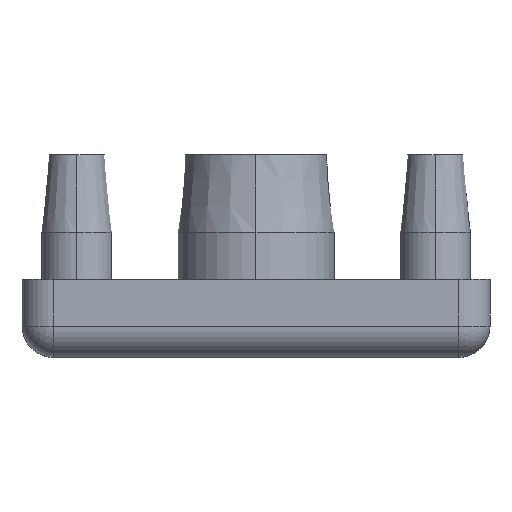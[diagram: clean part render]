
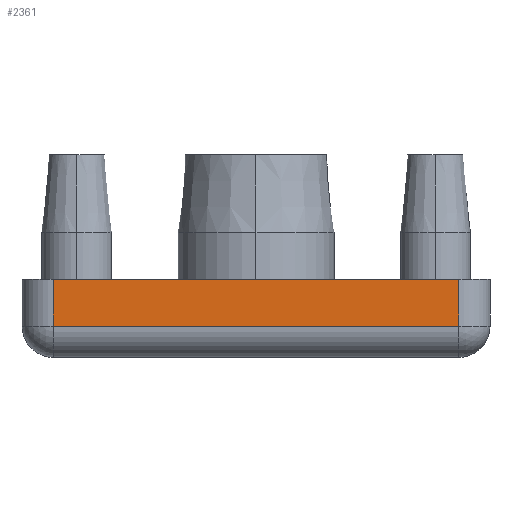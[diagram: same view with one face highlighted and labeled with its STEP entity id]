
A CAD part, left-side view. The second image highlights one B-rep face of the part: STEP entity #2361.
In plain terms, the highlighted planar face has unit normal (-1, 0, 0).
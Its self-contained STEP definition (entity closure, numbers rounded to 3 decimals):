
#26 = EDGE_CURVE ( 'NONE', #1830, #1852, #199, .T. ) ;
#36 = DIRECTION ( 'NONE',  ( 0., 0., 1. ) ) ;
#199 = LINE ( 'NONE', #2595, #1159 ) ;
#220 = VECTOR ( 'NONE', #2826, 1000. ) ;
#231 = VERTEX_POINT ( 'NONE', #1637 ) ;
#259 = CARTESIAN_POINT ( 'NONE',  ( -69.594, 34.17, 5. ) ) ;
#459 = DIRECTION ( 'NONE',  ( 0., 0., -1. ) ) ;
#645 = AXIS2_PLACEMENT_3D ( 'NONE', #924, #764, #36 ) ;
#764 = DIRECTION ( 'NONE',  ( -1., 0., 0. ) ) ;
#765 = ORIENTED_EDGE ( 'NONE', *, *, #1874, .T. ) ;
#865 = ORIENTED_EDGE ( 'NONE', *, *, #2082, .T. ) ;
#924 = CARTESIAN_POINT ( 'NONE',  ( -69.594, 36.17, 0. ) ) ;
#1011 = EDGE_LOOP ( 'NONE', ( #865, #765, #2167, #2043 ) ) ;
#1044 = LINE ( 'NONE', #2783, #220 ) ;
#1055 = CARTESIAN_POINT ( 'NONE',  ( -69.594, 6.17, 2. ) ) ;
#1159 = VECTOR ( 'NONE', #459, 1000. ) ;
#1200 = FACE_OUTER_BOUND ( 'NONE', #1011, .T. ) ;
#1326 = CARTESIAN_POINT ( 'NONE',  ( -69.594, 34.17, 2. ) ) ;
#1590 = EDGE_CURVE ( 'NONE', #1830, #231, #1044, .T. ) ;
#1637 = CARTESIAN_POINT ( 'NONE',  ( -69.594, 8.17, 5. ) ) ;
#1642 = CARTESIAN_POINT ( 'NONE',  ( -69.594, 8.17, 0. ) ) ;
#1748 = VECTOR ( 'NONE', #2054, 1000. ) ;
#1773 = VERTEX_POINT ( 'NONE', #2213 ) ;
#1830 = VERTEX_POINT ( 'NONE', #259 ) ;
#1852 = VERTEX_POINT ( 'NONE', #1326 ) ;
#1874 = EDGE_CURVE ( 'NONE', #1773, #231, #2468, .T. ) ;
#2043 = ORIENTED_EDGE ( 'NONE', *, *, #26, .T. ) ;
#2054 = DIRECTION ( 'NONE',  ( 0., 0., 1. ) ) ;
#2076 = PLANE ( 'NONE',  #645 ) ;
#2082 = EDGE_CURVE ( 'NONE', #1852, #1773, #2822, .T. ) ;
#2167 = ORIENTED_EDGE ( 'NONE', *, *, #1590, .F. ) ;
#2213 = CARTESIAN_POINT ( 'NONE',  ( -69.594, 8.17, 2. ) ) ;
#2335 = DIRECTION ( 'NONE',  ( 0., -1., 0. ) ) ;
#2361 = ADVANCED_FACE ( 'NONE', ( #1200 ), #2076, .T. ) ;
#2468 = LINE ( 'NONE', #1642, #1748 ) ;
#2595 = CARTESIAN_POINT ( 'NONE',  ( -69.594, 34.17, 0. ) ) ;
#2614 = VECTOR ( 'NONE', #2335, 1000. ) ;
#2783 = CARTESIAN_POINT ( 'NONE',  ( -69.594, 36.17, 5. ) ) ;
#2822 = LINE ( 'NONE', #1055, #2614 ) ;
#2826 = DIRECTION ( 'NONE',  ( 0., -1., 0. ) ) ;
